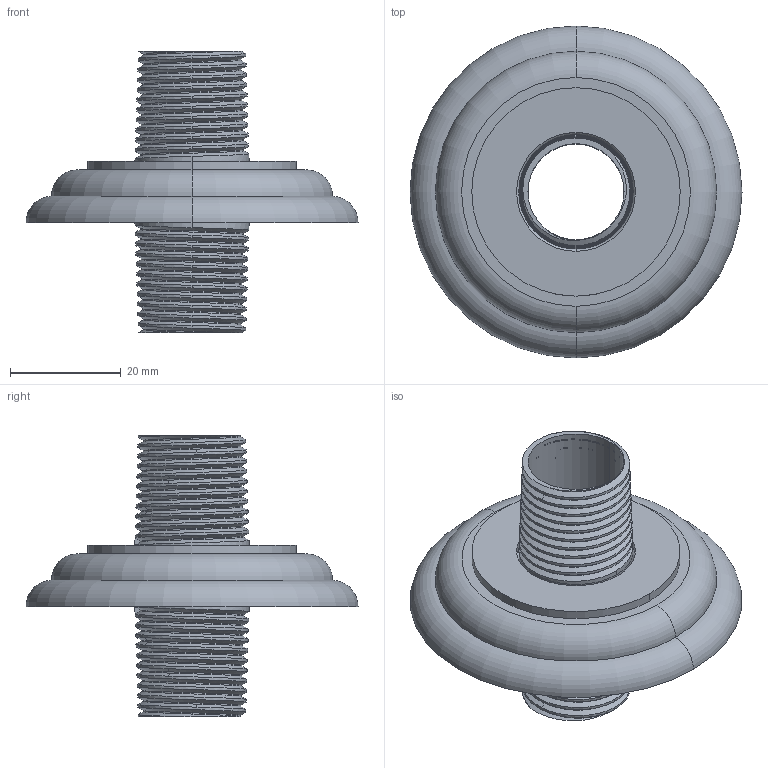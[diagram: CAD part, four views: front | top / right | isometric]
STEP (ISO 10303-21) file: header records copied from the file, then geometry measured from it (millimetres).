
FILE_DESCRIPTION((''),'2;1');
FILE_NAME('517-2_WEB','2010-11-19T',('project'),(''),'PRO/ENGINEER BY PARAMETRIC TECHNOLOGY CORPORATION, 2009300','PRO/ENGINEER BY PARAMETRIC TECHNOLOGY CORPORATION, 2009300','');
FILE_SCHEMA(('CONFIG_CONTROL_DESIGN'));
Length unit declared in the file: inch
Products named in the file (1): 517-2_WEB
Bounding box: 59.94 x 59.94 x 50.8 mm (x, y, z)
Surface area: 15538.2 mm2 (no closed solid volume)
Topology: 0 solids, 3 shells, 100 faces, 252 edges, 160 vertices
Faces by surface type: cone 44, bspline 24, cylinder 14, plane 10, torus 8
Entity records: 11476 total; most frequent: CARTESIAN_POINT 9294, ORIENTED_EDGE 504, DIRECTION 338, EDGE_CURVE 252, VERTEX_POINT 160, AXIS2_PLACEMENT_3D 128, B_SPLINE_CURVE_WITH_KNOTS 118, EDGE_LOOP 108
